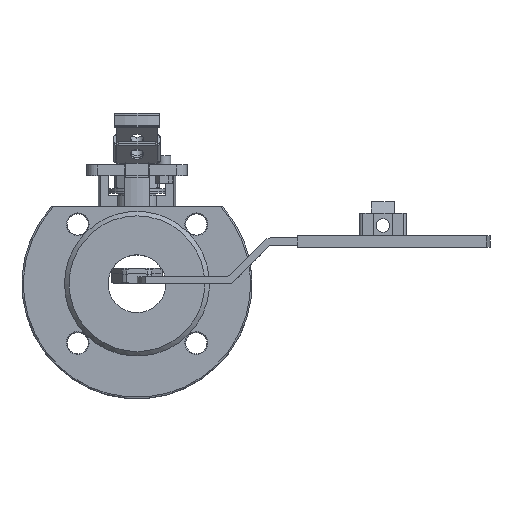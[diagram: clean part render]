
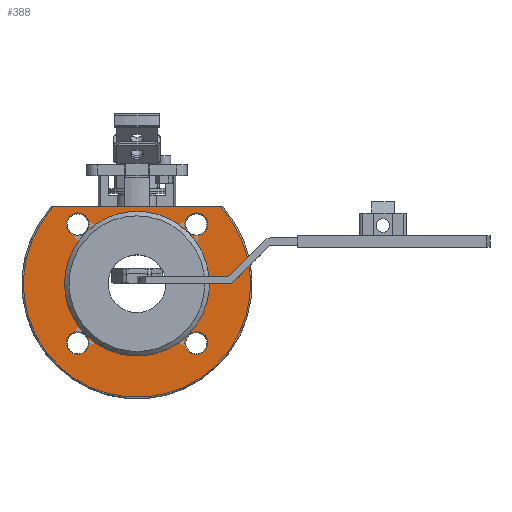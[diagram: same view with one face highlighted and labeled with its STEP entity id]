
A CAD part, top view. The second image highlights one B-rep face of the part: STEP entity #388.
In plain terms, the highlighted planar face has unit normal (0, 0, 1).
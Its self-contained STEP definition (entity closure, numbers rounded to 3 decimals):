
#388 = ADVANCED_FACE( '', ( #1017, #1018 ), #1019, .T. );
#1017 = FACE_OUTER_BOUND( '', #1990, .T. );
#1018 = FACE_BOUND( '', #1991, .T. );
#1019 = PLANE( '', #1992 );
#1990 = EDGE_LOOP( '', ( #3002, #3003 ) );
#1991 = EDGE_LOOP( '', ( #3004, #3005, #3006, #3007, #3008, #3009, #3010, #3011 ) );
#1992 = AXIS2_PLACEMENT_3D( '', #3012, #3013, #3014 );
#3002 = ORIENTED_EDGE( '', *, *, #5358, .T. );
#3003 = ORIENTED_EDGE( '', *, *, #5359, .F. );
#3004 = ORIENTED_EDGE( '', *, *, #5360, .T. );
#3005 = ORIENTED_EDGE( '', *, *, #5361, .F. );
#3006 = ORIENTED_EDGE( '', *, *, #5362, .T. );
#3007 = ORIENTED_EDGE( '', *, *, #5363, .F. );
#3008 = ORIENTED_EDGE( '', *, *, #5364, .T. );
#3009 = ORIENTED_EDGE( '', *, *, #5365, .F. );
#3010 = ORIENTED_EDGE( '', *, *, #5366, .T. );
#3011 = ORIENTED_EDGE( '', *, *, #5367, .F. );
#3012 = CARTESIAN_POINT( '', ( 0., 0., 10.1 ) );
#3013 = DIRECTION( '', ( 0., 0., 1. ) );
#3014 = DIRECTION( '', ( 1., 0., 0. ) );
#5358 = EDGE_CURVE( '', #6332, #6333, #6334, .T. );
#5359 = EDGE_CURVE( '', #6332, #6333, #6335, .T. );
#5360 = EDGE_CURVE( '', #6336, #6337, #6338, .T. );
#5361 = EDGE_CURVE( '', #6337, #6337, #6339, .T. );
#5362 = EDGE_CURVE( '', #6337, #6340, #6341, .T. );
#5363 = EDGE_CURVE( '', #6340, #6340, #6342, .T. );
#5364 = EDGE_CURVE( '', #6340, #6343, #6344, .T. );
#5365 = EDGE_CURVE( '', #6343, #6343, #6345, .T. );
#5366 = EDGE_CURVE( '', #6343, #6336, #6346, .T. );
#5367 = EDGE_CURVE( '', #6336, #6336, #6347, .T. );
#6332 = VERTEX_POINT( '', #7802 );
#6333 = VERTEX_POINT( '', #7803 );
#6334 = CIRCLE( '', #7804, 74.5 );
#6335 = LINE( '', #7805, #7806 );
#6336 = VERTEX_POINT( '', #7807 );
#6337 = VERTEX_POINT( '', #7808 );
#6338 = CIRCLE( '', #7809, 47.5 );
#6339 = CIRCLE( '', #7810, 7.5 );
#6340 = VERTEX_POINT( '', #7811 );
#6341 = CIRCLE( '', #7812, 47.5 );
#6342 = CIRCLE( '', #7813, 7.5 );
#6343 = VERTEX_POINT( '', #7814 );
#6344 = CIRCLE( '', #7815, 47.5 );
#6345 = CIRCLE( '', #7816, 7.5 );
#6346 = CIRCLE( '', #7817, 47.5 );
#6347 = CIRCLE( '', #7818, 7.5 );
#7802 = CARTESIAN_POINT( '', ( -54.772, 50.5, 10.1 ) );
#7803 = CARTESIAN_POINT( '', ( 54.772, 50.5, 10.1 ) );
#7804 = AXIS2_PLACEMENT_3D( '', #10333, #10334, #10335 );
#7805 = CARTESIAN_POINT( '', ( 0., 50.5, 10.1 ) );
#7806 = VECTOR( '', #10336, 1000. );
#7807 = CARTESIAN_POINT( '', ( -33.588, 33.588, 10.1 ) );
#7808 = CARTESIAN_POINT( '', ( 33.588, 33.588, 10.1 ) );
#7809 = AXIS2_PLACEMENT_3D( '', #10337, #10338, #10339 );
#7810 = AXIS2_PLACEMENT_3D( '', #10340, #10341, #10342 );
#7811 = CARTESIAN_POINT( '', ( 33.588, -33.588, 10.1 ) );
#7812 = AXIS2_PLACEMENT_3D( '', #10343, #10344, #10345 );
#7813 = AXIS2_PLACEMENT_3D( '', #10346, #10347, #10348 );
#7814 = CARTESIAN_POINT( '', ( -33.588, -33.588, 10.1 ) );
#7815 = AXIS2_PLACEMENT_3D( '', #10349, #10350, #10351 );
#7816 = AXIS2_PLACEMENT_3D( '', #10352, #10353, #10354 );
#7817 = AXIS2_PLACEMENT_3D( '', #10355, #10356, #10357 );
#7818 = AXIS2_PLACEMENT_3D( '', #10358, #10359, #10360 );
#10333 = CARTESIAN_POINT( '', ( 0., 0., 10.1 ) );
#10334 = DIRECTION( '', ( 0., 0., 1. ) );
#10335 = DIRECTION( '', ( 1., 0., 0. ) );
#10336 = DIRECTION( '', ( 1., 0., 0. ) );
#10337 = CARTESIAN_POINT( '', ( 0., 0., 10.1 ) );
#10338 = DIRECTION( '', ( 0., 0., -1. ) );
#10339 = DIRECTION( '', ( -1., 0., 0. ) );
#10340 = CARTESIAN_POINT( '', ( 38.891, 38.891, 10.1 ) );
#10341 = DIRECTION( '', ( 0., 0., 1. ) );
#10342 = DIRECTION( '', ( 1., 0., 0. ) );
#10343 = CARTESIAN_POINT( '', ( 0., 0., 10.1 ) );
#10344 = DIRECTION( '', ( 0., 0., -1. ) );
#10345 = DIRECTION( '', ( -1., 0., 0. ) );
#10346 = CARTESIAN_POINT( '', ( 38.891, -38.891, 10.1 ) );
#10347 = DIRECTION( '', ( 0., 0., 1. ) );
#10348 = DIRECTION( '', ( 1., 0., 0. ) );
#10349 = CARTESIAN_POINT( '', ( 0., 0., 10.1 ) );
#10350 = DIRECTION( '', ( 0., 0., -1. ) );
#10351 = DIRECTION( '', ( -1., 0., 0. ) );
#10352 = CARTESIAN_POINT( '', ( -38.891, -38.891, 10.1 ) );
#10353 = DIRECTION( '', ( 0., 0., 1. ) );
#10354 = DIRECTION( '', ( 1., 0., 0. ) );
#10355 = CARTESIAN_POINT( '', ( 0., 0., 10.1 ) );
#10356 = DIRECTION( '', ( 0., 0., -1. ) );
#10357 = DIRECTION( '', ( -1., 0., 0. ) );
#10358 = CARTESIAN_POINT( '', ( -38.891, 38.891, 10.1 ) );
#10359 = DIRECTION( '', ( 0., 0., 1. ) );
#10360 = DIRECTION( '', ( 1., 0., 0. ) );
